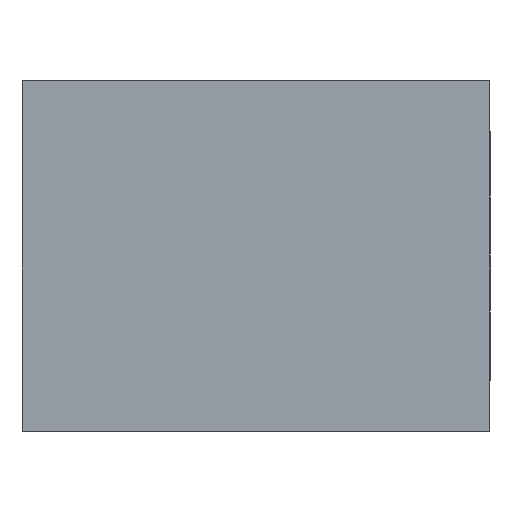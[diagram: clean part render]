
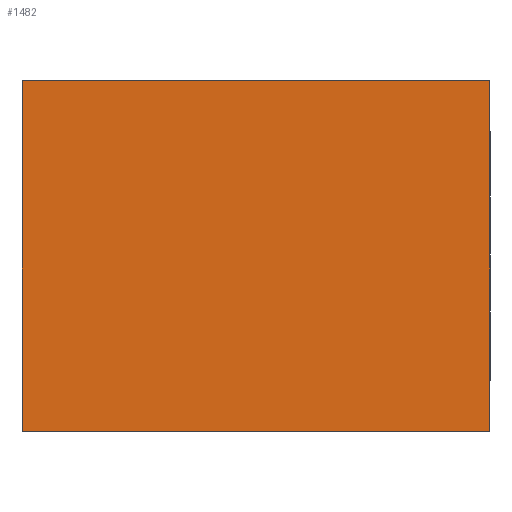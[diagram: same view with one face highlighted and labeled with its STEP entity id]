
A CAD part, top view. The second image highlights one B-rep face of the part: STEP entity #1482.
In plain terms, the highlighted planar face has unit normal (0, 0, 1).
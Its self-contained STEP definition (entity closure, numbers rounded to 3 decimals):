
#68=FACE_OUTER_BOUND('',#154,.T.);
#154=EDGE_LOOP('',(#1163,#1164,#1165,#1166));
#216=LINE('',#2047,#420);
#283=LINE('',#2181,#487);
#309=LINE('',#2232,#513);
#310=LINE('',#2234,#514);
#420=VECTOR('',#1664,10.);
#487=VECTOR('',#1767,10.);
#513=VECTOR('',#1819,10.);
#514=VECTOR('',#1822,10.);
#620=VERTEX_POINT('',#2044);
#621=VERTEX_POINT('',#2046);
#669=VERTEX_POINT('',#2178);
#670=VERTEX_POINT('',#2180);
#760=EDGE_CURVE('',#621,#620,#216,.T.);
#827=EDGE_CURVE('',#670,#669,#283,.T.);
#853=EDGE_CURVE('',#620,#670,#309,.T.);
#854=EDGE_CURVE('',#669,#621,#310,.T.);
#1163=ORIENTED_EDGE('',*,*,#854,.T.);
#1164=ORIENTED_EDGE('',*,*,#760,.T.);
#1165=ORIENTED_EDGE('',*,*,#853,.T.);
#1166=ORIENTED_EDGE('',*,*,#827,.T.);
#1396=PLANE('',#1590);
#1482=ADVANCED_FACE('',(#68),#1396,.T.);
#1590=AXIS2_PLACEMENT_3D('',#2235,#1823,#1824);
#1664=DIRECTION('',(0.,1.,0.));
#1767=DIRECTION('',(0.,-1.,0.));
#1819=DIRECTION('',(-1.,0.,0.));
#1822=DIRECTION('',(1.,0.,0.));
#1823=DIRECTION('center_axis',(0.,0.,1.));
#1824=DIRECTION('ref_axis',(1.,0.,0.));
#2044=CARTESIAN_POINT('',(4.,3.,0.7));
#2046=CARTESIAN_POINT('',(4.,-3.,0.7));
#2047=CARTESIAN_POINT('',(4.,3.,0.7));
#2178=CARTESIAN_POINT('',(-4.,-3.,0.7));
#2180=CARTESIAN_POINT('',(-4.,3.,0.7));
#2181=CARTESIAN_POINT('',(-4.,-3.,0.7));
#2232=CARTESIAN_POINT('',(-4.,3.,0.7));
#2234=CARTESIAN_POINT('',(4.,-3.,0.7));
#2235=CARTESIAN_POINT('Origin',(0.,0.,
0.7));
